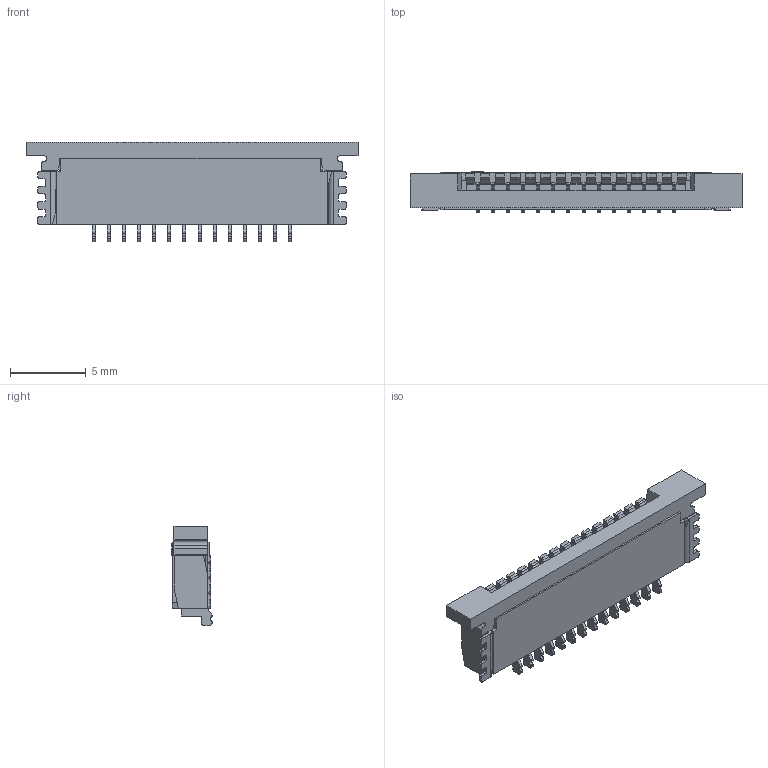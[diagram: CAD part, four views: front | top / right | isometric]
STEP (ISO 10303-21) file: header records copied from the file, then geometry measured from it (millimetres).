
FILE_DESCRIPTION((''),'2;1');
FILE_NAME('C-1-84953-4','2019-02-27T04:26:21',('workeradm'),('TE Connectivity Ltd.'),'CREO PARAMETRIC BY PTC INC, 2018190','CREO PARAMETRIC BY PTC INC, 2018190','');
FILE_SCHEMA(('AUTOMOTIVE_DESIGN { 1 0 10303 214 1 1 1 1 }'));
Length unit declared in the file: millimetre
Products named in the file (1): C-1-84953-4
Bounding box: 21.93 x 2.66 x 6.55 mm (x, y, z)
Volume: 216.5 mm3; surface area: 628.3 mm2
Topology: 1 solids, 1 shells, 677 faces, 1995 edges, 1314 vertices
Faces by surface type: plane 465, cylinder 212
Entity records: 22547 total; most frequent: CARTESIAN_POINT 4004, ORIENTED_EDGE 3990, DIRECTION 3769, EDGE_CURVE 1995, VECTOR 1563, LINE 1563, VERTEX_POINT 1314, AXIS2_PLACEMENT_3D 1103
